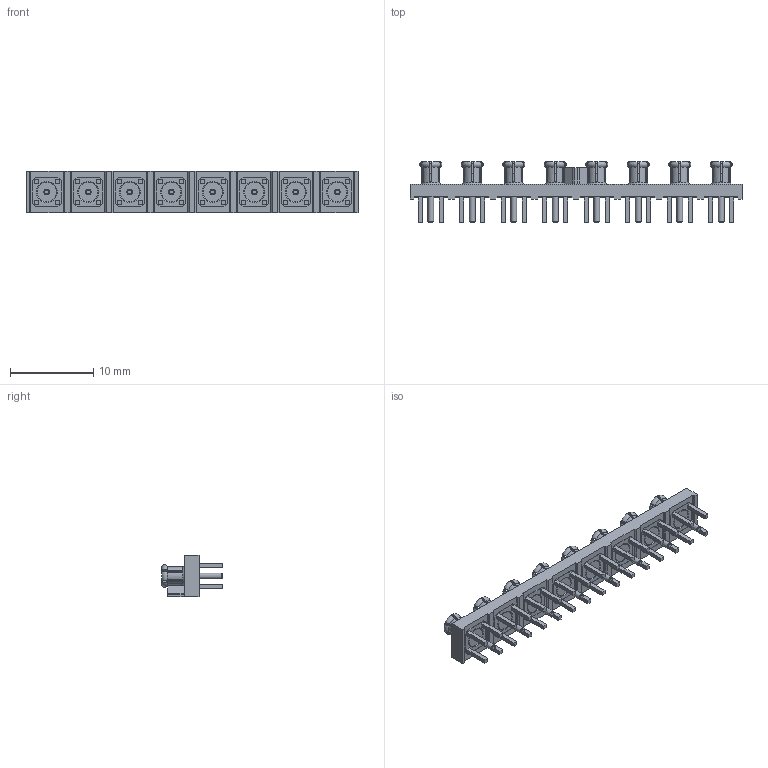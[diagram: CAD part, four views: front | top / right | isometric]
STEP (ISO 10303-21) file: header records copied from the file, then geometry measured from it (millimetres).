
FILE_DESCRIPTION(/* description */ ('STEP AP214'),/* implementation_level */ '2;1');
FILE_NAME(/* name */ 'GRF1-P-P-08-E-ST-TH1',/* time_stamp */ '2024-01-07T23:54:06+01:00',/* author */ ('License CC BY-ND 4.0'),/* organization */ ('CADENAS'),/* preprocessor_version */ 'ST-DEVELOPER v19.3',/* originating_system */ 'PARTsolutions',/* authorisation */ ' ');
FILE_SCHEMA (('AUTOMOTIVE_DESIGN {1 0 10303 214 3 1 1}'));
Length unit declared in the file: millimetre
Products named in the file (5): GRF1-P-P-08-E-ST-TH1; GRF1-P-P-08-E-ST-TH1_p; GRF1-P-P-08-E-ST-TH1_i; GRF1-P-P-08-E-ST-TH1_sh; GRF1-P-P-08-E-ST-TH1_b
Assembly tree (25 placements, depth 2):
  GRF1-P-P-08-E-ST-TH1
    GRF1-P-P-08-E-ST-TH1_p  x8
    GRF1-P-P-08-E-ST-TH1_i  x8
    GRF1-P-P-08-E-ST-TH1_sh  x8
    GRF1-P-P-08-E-ST-TH1_b
Bounding box: 40 x 7.3 x 5 mm (x, y, z)
Volume: 406 mm3; surface area: 1780.2 mm2
Topology: 25 solids, 25 shells, 1260 faces, 3278 edges, 2156 vertices
Faces by surface type: plane 678, cylinder 350, torus 128, cone 104
Full cylindrical faces by diameter (mm): 0.4 x16, 0.7 x24, 1.5 x16, 2.2 x8, 2.32 x24
Entity records: 10845 total; most frequent: CARTESIAN_POINT 2029, DIRECTION 1804, ORIENTED_EDGE 1784, EDGE_CURVE 892, VERTEX_POINT 606, AXIS2_PLACEMENT_3D 605, LINE 594, VECTOR 594
